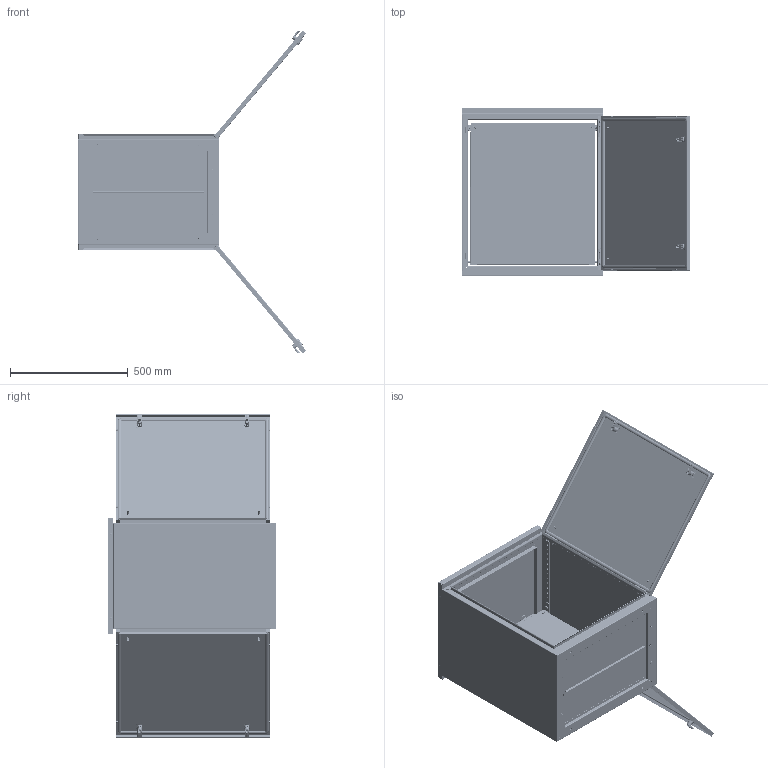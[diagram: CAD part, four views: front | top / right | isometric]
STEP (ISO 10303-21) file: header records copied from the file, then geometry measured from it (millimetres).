
FILE_DESCRIPTION (( 'STEP AP203' ), '1' );
FILE_NAME ('R5CV600.step', '2013-04-29T08:58:49', ( 'User' ), ( 'DKC' ), 'SwSTEP 2.0', 'SolidWorks 2012', '' );
FILE_SCHEMA (( 'CONFIG_CONTROL_DESIGN' ));
Products named in the file (44): R5CV600; Sealing 8x3 (VN)_600; AC00C171; Cover VN_R5CC600; AC00C112; AC00C500 Washer_�� 㬮�砭��; Cover VN_LR03C011  600; Assem Control desks VN base_R5CPV600; vite m8x12 ac00c476_DIN 7984 - M8 x 12 --- 12S; AC00C490_AC00C490; flange nut m81_Flange Nut M8; AC00C237; Mounting plate CN,VN base_LC07C001 (R5PC600) 600; AC00C453; Bottom end-cap VN_LR04C001 600,1200; Inserto filettato M6...; Assem door_LE02C066  600mm; MOLLA AC00C344_AC00C344; Handle small door CE_�� 㬮�砭��; Sealant AC00356_�� 㬮�砭��; AC00C348_�� 㬮�砭��; Hex Flange Bolt M6x10_ISO 4162 - M6 x 12 x 12-S; Linguetta CE_handle CE; Inserto a doppio pettine AC00C443_AC00C343; BASETTA ESTERNA PER BOX AC00C503_AC00C503; End-cup AC00C112; CERNIERA SALDATA_AC00C398; PN sealant for door_600; Door_600; End-cup AC00C383; Hinge CE (mirror) (1); Hinge CE (1); Perno AC00C401 (3)_AC00C401; Tapping screw 4.2x16 (1)_Tapping screw 4.2x16; CERNIERA AC00C399; blocchetto fissaggio cerniera AC00C354_AC00C354; Body of control desk VN base_LR01S007  600mm; end-cap_AC00C061; land_�� 㬮�砭��; Fixing holder LR01C018_LR01C018 ...
Assembly tree (114 placements, depth 5):
  R5CV600
    Assem Control desks VN base_R5CPV600
      Body of control desk VN base_LR01S007  600mm
        Left side VN LR01C015_LR01C015
        Front bottom profile_LE01C053  600mm  x2
        Front top profile CN_LC01C022  600mm  x2
        Left side VN LR01C015_MirrorLE01C051
        Fixing holder LR01C018_LR01C018  x4
        land_�� 㬮�砭��  x4
        end-cap_AC00C061  x4
      Hinge CE (1)  x2
        blocchetto fissaggio cerniera AC00C354_AC00C354
        CERNIERA AC00C399
        Tapping screw 4.2x16 (1)_Tapping screw 4.2x16
        Perno AC00C401 (3)_AC00C401
      Hinge CE (mirror) (1)  x2
        blocchetto fissaggio cerniera AC00C354_AC00C354
        CERNIERA AC00C399
        Tapping screw 4.2x16 (1)_Tapping screw 4.2x16
        Perno AC00C401 (3)_AC00C401
      End-cup AC00C383  x4
      Assem door_LE02C066  600mm  x2
        Door_600
        PN sealant for door_600
        CERNIERA SALDATA_AC00C398
        End-cup AC00C112
        Handle small door CE_�� 㬮�砭��
          BASETTA ESTERNA PER BOX AC00C503_AC00C503
          Inserto a doppio pettine AC00C443_AC00C343
          Linguetta CE_handle CE
          Hex Flange Bolt M6x10_ISO 4162 - M6 x 12 x 12-S
          AC00C348_�� 㬮�砭��
          Sealant AC00356_�� 㬮�砭��
        MOLLA AC00C344_AC00C344
        land_�� 㬮�砭��
        end-cap_AC00C061
      Inserto filettato M6...  x4
      Bottom end-cap VN_LR04C001 600,1200  x2
      AC00C453  x4
      Hex Flange Bolt M6x10_ISO 4162 - M6 x 12 x 12-S  x4
      Mounting plate CN,VN base_LC07C001 (R5PC600) 600
      AC00C237  x2
      flange nut m81_Flange Nut M8  x4
      AC00C490_AC00C490  x2
      vite m8x12 ac00c476_DIN 7984 - M8 x 12 --- 12S  x4
    Cover VN_R5CC600
      Cover VN_LR03C011  600
      AC00C500 Washer_�� 㬮�砭��  x4
      land_�� 㬮�砭��  x5
      end-cap_AC00C061
      AC00C112  x4
    Hex Flange Bolt M6x10_ISO 4162 - M6 x 12 x 12-S  x4
    AC00C171  x4
    Sealing 8x3 (VN)_600
Bounding box: 967.81 x 716.5 x 1371.81 mm (x, y, z)
Volume: 5479190.5 mm3; surface area: 6568023.9 mm2
Topology: 158 solids, 158 shells, 12835 faces, 34183 edges, 21931 vertices
Faces by surface type: bspline 4433, plane 3628, cylinder 2942, cone 1512, torus 288, sphere 32
Entity records: 161609 total; most frequent: CARTESIAN_POINT 96434, ORIENTED_EDGE 13098, DIRECTION 10839, EDGE_CURVE 6549, VERTEX_POINT 4105, AXIS2_PLACEMENT_3D 3677, VECTOR 3485, LINE 3485
